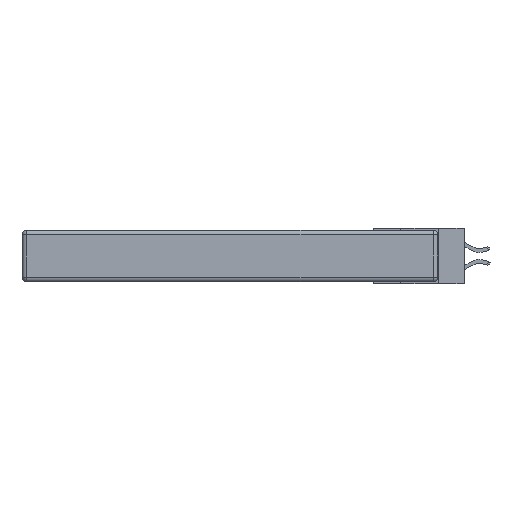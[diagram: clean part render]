
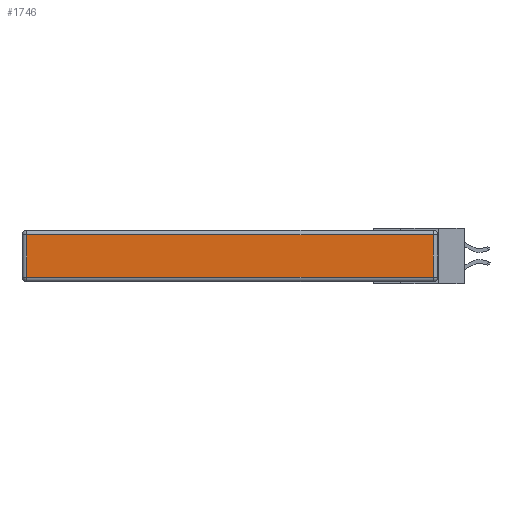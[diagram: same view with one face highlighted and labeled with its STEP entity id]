
A CAD part, left-side view. The second image highlights one B-rep face of the part: STEP entity #1746.
In plain terms, the highlighted planar face has unit normal (-1, 0, 0).
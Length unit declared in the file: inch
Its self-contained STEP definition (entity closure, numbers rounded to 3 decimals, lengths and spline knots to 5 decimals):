
#705 = CARTESIAN_POINT ( 'NONE',  ( 0., 0., -0.343 ) ) ;
#908 = CARTESIAN_POINT ( 'NONE',  ( 0., 0.03, -0.03 ) ) ;
#1746 = ADVANCED_FACE ( 'NONE', ( #18943 ), #25380, .T. ) ;
#2214 = VERTEX_POINT ( 'NONE', #908 ) ;
#2419 = DIRECTION ( 'NONE',  ( 0., 0., 1. ) ) ;
#2451 = DIRECTION ( 'NONE',  ( 0., -1., 0. ) ) ;
#2452 = ORIENTED_EDGE ( 'NONE', *, *, #8892, .T. ) ;
#2548 = DIRECTION ( 'NONE',  ( 0., 0., -1. ) ) ;
#4862 = CARTESIAN_POINT ( 'NONE',  ( 0., 0.03, -0.313 ) ) ;
#4904 = ORIENTED_EDGE ( 'NONE', *, *, #27746, .T. ) ;
#7032 = VECTOR ( 'NONE', #13120, 39.37008 ) ;
#7309 = VECTOR ( 'NONE', #2548, 39.37008 ) ;
#8892 = EDGE_CURVE ( 'NONE', #22160, #20244, #16888, .T. ) ;
#8893 = LINE ( 'NONE', #15999, #9933 ) ;
#9933 = VECTOR ( 'NONE', #2451, 39.37008 ) ;
#10689 = EDGE_LOOP ( 'NONE', ( #16057, #10991, #4904, #2452 ) ) ;
#10991 = ORIENTED_EDGE ( 'NONE', *, *, #14580, .T. ) ;
#11389 = CARTESIAN_POINT ( 'NONE',  ( 0., 0.03, -0.343 ) ) ;
#11512 = AXIS2_PLACEMENT_3D ( 'NONE', #705, #25464, #12020 ) ;
#11759 = CARTESIAN_POINT ( 'NONE',  ( 0., 2.72, -0.03 ) ) ;
#12020 = DIRECTION ( 'NONE',  ( 0., 0., 1. ) ) ;
#13120 = DIRECTION ( 'NONE',  ( 0., 1., 0. ) ) ;
#14580 = EDGE_CURVE ( 'NONE', #14631, #2214, #23915, .T. ) ;
#14631 = VERTEX_POINT ( 'NONE', #4862 ) ;
#15127 = VECTOR ( 'NONE', #2419, 39.37008 ) ;
#15536 = LINE ( 'NONE', #26637, #7032 ) ;
#15999 = CARTESIAN_POINT ( 'NONE',  ( 0., 0., -0.313 ) ) ;
#16057 = ORIENTED_EDGE ( 'NONE', *, *, #18672, .T. ) ;
#16888 = LINE ( 'NONE', #22597, #7309 ) ;
#18532 = CARTESIAN_POINT ( 'NONE',  ( 0., 2.72, -0.313 ) ) ;
#18672 = EDGE_CURVE ( 'NONE', #20244, #14631, #8893, .T. ) ;
#18943 = FACE_OUTER_BOUND ( 'NONE', #10689, .T. ) ;
#20244 = VERTEX_POINT ( 'NONE', #18532 ) ;
#22160 = VERTEX_POINT ( 'NONE', #11759 ) ;
#22597 = CARTESIAN_POINT ( 'NONE',  ( 0., 2.72, -0.343 ) ) ;
#23915 = LINE ( 'NONE', #11389, #15127 ) ;
#25380 = PLANE ( 'NONE',  #11512 ) ;
#25464 = DIRECTION ( 'NONE',  ( -1., 0., 0. ) ) ;
#26637 = CARTESIAN_POINT ( 'NONE',  ( 0., 2.75, -0.03 ) ) ;
#27746 = EDGE_CURVE ( 'NONE', #2214, #22160, #15536, .T. ) ;
